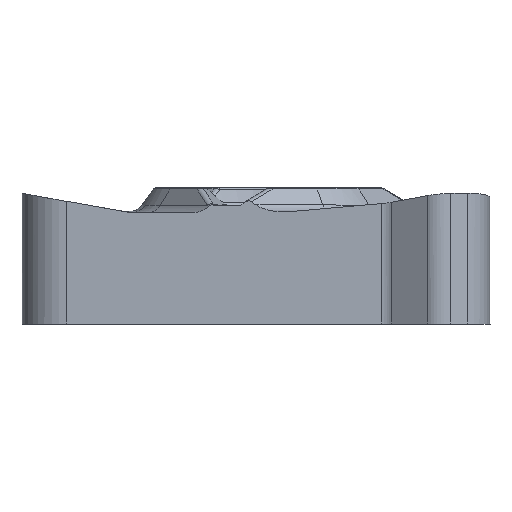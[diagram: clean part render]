
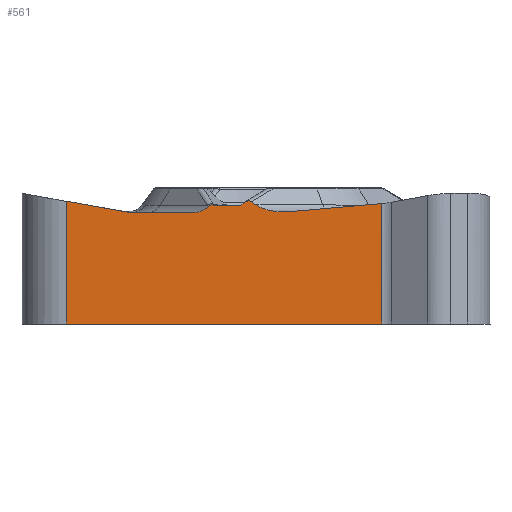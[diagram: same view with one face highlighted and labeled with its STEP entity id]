
A CAD part, left-side view. The second image highlights one B-rep face of the part: STEP entity #561.
In plain terms, the highlighted planar face has unit normal (-1, 0, 0).
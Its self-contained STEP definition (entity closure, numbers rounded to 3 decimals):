
#98=ELLIPSE('',#2276,1.5,0.75);
#99=ELLIPSE('',#2277,0.304,0.205);
#100=ELLIPSE('',#2278,0.309,0.3);
#101=ELLIPSE('',#2279,0.309,0.3);
#102=ELLIPSE('',#2280,0.884,0.75);
#149=PLANE('',#2282);
#182=FACE_OUTER_BOUND('',#752,.T.);
#316=LINE('',#3566,#439);
#317=LINE('',#3570,#440);
#318=LINE('',#3572,#441);
#319=LINE('',#3574,#442);
#320=LINE('',#3578,#443);
#321=LINE('',#3582,#444);
#322=LINE('',#3586,#445);
#323=LINE('',#3606,#446);
#324=LINE('',#3610,#447);
#439=VECTOR('',#2541,1.);
#440=VECTOR('',#2546,1.);
#441=VECTOR('',#2547,1.);
#442=VECTOR('',#2548,1.);
#443=VECTOR('',#2551,1.);
#444=VECTOR('',#2554,1.);
#445=VECTOR('',#2557,1.);
#446=VECTOR('',#2562,1.);
#447=VECTOR('',#2565,1.);
#561=ADVANCED_FACE('',(#182),#149,.F.);
#752=EDGE_LOOP('',(#900,#901,#902,#903,#904,#905,#906,#907,#908,#909,#910,
#911,#912,#913,#914,#915));
#900=ORIENTED_EDGE('',*,*,#1760,.F.);
#901=ORIENTED_EDGE('',*,*,#1761,.F.);
#902=ORIENTED_EDGE('',*,*,#1762,.T.);
#903=ORIENTED_EDGE('',*,*,#1763,.T.);
#904=ORIENTED_EDGE('',*,*,#1764,.F.);
#905=ORIENTED_EDGE('',*,*,#1765,.F.);
#906=ORIENTED_EDGE('',*,*,#1766,.T.);
#907=ORIENTED_EDGE('',*,*,#1767,.T.);
#908=ORIENTED_EDGE('',*,*,#1768,.T.);
#909=ORIENTED_EDGE('',*,*,#1769,.T.);
#910=ORIENTED_EDGE('',*,*,#1770,.F.);
#911=ORIENTED_EDGE('',*,*,#1771,.T.);
#912=ORIENTED_EDGE('',*,*,#1772,.T.);
#913=ORIENTED_EDGE('',*,*,#1773,.T.);
#914=ORIENTED_EDGE('',*,*,#1774,.T.);
#915=ORIENTED_EDGE('',*,*,#1758,.T.);
#1558=VERTEX_POINT('',#3565);
#1559=VERTEX_POINT('',#3567);
#1560=VERTEX_POINT('',#3571);
#1561=VERTEX_POINT('',#3573);
#1562=VERTEX_POINT('',#3575);
#1563=VERTEX_POINT('',#3577);
#1564=VERTEX_POINT('',#3579);
#1565=VERTEX_POINT('',#3581);
#1566=VERTEX_POINT('',#3583);
#1567=VERTEX_POINT('',#3585);
#1568=VERTEX_POINT('',#3587);
#1569=VERTEX_POINT('',#3589);
#1570=VERTEX_POINT('',#3603);
#1571=VERTEX_POINT('',#3605);
#1572=VERTEX_POINT('',#3607);
#1573=VERTEX_POINT('',#3609);
#1758=EDGE_CURVE('',#1559,#1558,#316,.T.);
#1760=EDGE_CURVE('',#1560,#1558,#317,.T.);
#1761=EDGE_CURVE('',#1561,#1560,#318,.T.);
#1762=EDGE_CURVE('',#1561,#1562,#319,.T.);
#1763=EDGE_CURVE('',#1562,#1563,#98,.T.);
#1764=EDGE_CURVE('',#1564,#1563,#320,.T.);
#1765=EDGE_CURVE('',#1565,#1564,#99,.T.);
#1766=EDGE_CURVE('',#1565,#1566,#321,.T.);
#1767=EDGE_CURVE('',#1566,#1567,#100,.T.);
#1768=EDGE_CURVE('',#1567,#1568,#322,.T.);
#1769=EDGE_CURVE('',#1568,#1569,#101,.T.);
#1770=EDGE_CURVE('',#1570,#1569,#2193,.T.);
#1771=EDGE_CURVE('',#1570,#1571,#102,.T.);
#1772=EDGE_CURVE('',#1571,#1572,#323,.T.);
#1773=EDGE_CURVE('',#1572,#1573,#2085,.T.);
#1774=EDGE_CURVE('',#1573,#1559,#324,.T.);
#2085=CIRCLE('',#2281,0.75);
#2193=B_SPLINE_CURVE_WITH_KNOTS('',3,(#3590,#3591,#3592,#3593,#3594,#3595,
#3596,#3597,#3598,#3599,#3600,#3601,#3602),.UNSPECIFIED.,.F.,.F.,(4,3,3,
3,4),(0.,0.251,0.501,0.761,1.),
 .UNSPECIFIED.);
#2276=AXIS2_PLACEMENT_3D('',#3576,#2549,#2550);
#2277=AXIS2_PLACEMENT_3D('',#3580,#2552,#2553);
#2278=AXIS2_PLACEMENT_3D('',#3584,#2555,#2556);
#2279=AXIS2_PLACEMENT_3D('',#3588,#2558,#2559);
#2280=AXIS2_PLACEMENT_3D('',#3604,#2560,#2561);
#2281=AXIS2_PLACEMENT_3D('',#3608,#2563,#2564);
#2282=AXIS2_PLACEMENT_3D('',#3611,#2566,#2567);
#2541=DIRECTION('',(0.,0.,-1.));
#2546=DIRECTION('',(0.,1.,0.));
#2547=DIRECTION('',(0.,0.,-1.));
#2548=DIRECTION('',(0.,0.996,-0.088));
#2549=DIRECTION('',(1.,0.,0.));
#2550=DIRECTION('',(0.,1.,0.));
#2551=DIRECTION('',(0.,-0.814,-0.581));
#2552=DIRECTION('',(1.,0.,0.));
#2553=DIRECTION('',(0.,-0.858,0.514));
#2554=DIRECTION('',(0.,0.775,-0.631));
#2555=DIRECTION('',(1.,0.,0.));
#2556=DIRECTION('',(0.,-1.,0.));
#2557=DIRECTION('',(0.,1.,0.));
#2558=DIRECTION('',(1.,0.,0.));
#2559=DIRECTION('',(0.,-1.,0.));
#2560=DIRECTION('',(1.,0.,0.));
#2561=DIRECTION('',(0.,-1.,0.));
#2562=DIRECTION('',(0.,1.,0.));
#2563=DIRECTION('',(1.,0.,0.));
#2564=DIRECTION('',(0.,1.,0.));
#2565=DIRECTION('',(0.,0.985,0.174));
#2566=DIRECTION('',(1.,0.,0.));
#2567=DIRECTION('',(0.,1.,0.));
#3565=CARTESIAN_POINT('',(-6.35,8.7,-5.56));
#3566=CARTESIAN_POINT('',(-6.35,8.7,25.));
#3567=CARTESIAN_POINT('',(-6.35,8.7,-0.106));
#3570=CARTESIAN_POINT('',(-6.35,8.7,-5.56));
#3571=CARTESIAN_POINT('',(-6.35,-5.307,-5.56));
#3572=CARTESIAN_POINT('',(-6.35,-5.307,25.));
#3573=CARTESIAN_POINT('',(-6.35,-5.307,-0.202));
#3574=CARTESIAN_POINT('',(-6.35,-2.246,-0.472));
#3575=CARTESIAN_POINT('',(-6.35,-1.196,-0.565));
#3576=CARTESIAN_POINT('',(-6.35,-0.935,0.174));
#3577=CARTESIAN_POINT('',(-6.35,0.293,-0.256));
#3578=CARTESIAN_POINT('',(-6.35,17.805,12.249));
#3579=CARTESIAN_POINT('',(-6.35,0.483,-0.121));
#3580=CARTESIAN_POINT('',(-6.35,0.704,-0.32));
#3581=CARTESIAN_POINT('',(-6.35,0.862,-0.181));
#3582=CARTESIAN_POINT('',(-6.35,-6.754,6.019));
#3583=CARTESIAN_POINT('',(-6.35,0.934,-0.24));
#3584=CARTESIAN_POINT('',(-6.35,1.132,-0.01));
#3585=CARTESIAN_POINT('',(-6.35,1.132,-0.31));
#3586=CARTESIAN_POINT('',(-6.35,8.7,-0.31));
#3587=CARTESIAN_POINT('',(-6.35,2.034,-0.31));
#3588=CARTESIAN_POINT('',(-6.35,2.034,-0.01));
#3589=CARTESIAN_POINT('',(-6.35,2.162,-0.283));
#3590=CARTESIAN_POINT('',(-6.35,2.401,-0.323));
#3591=CARTESIAN_POINT('',(-6.35,2.386,-0.307));
#3592=CARTESIAN_POINT('',(-6.35,2.369,-0.294));
#3593=CARTESIAN_POINT('',(-6.35,2.349,-0.285));
#3594=CARTESIAN_POINT('',(-6.35,2.33,-0.275));
#3595=CARTESIAN_POINT('',(-6.35,2.309,-0.268));
#3596=CARTESIAN_POINT('',(-6.35,2.288,-0.265));
#3597=CARTESIAN_POINT('',(-6.35,2.266,-0.262));
#3598=CARTESIAN_POINT('',(-6.35,2.243,-0.262));
#3599=CARTESIAN_POINT('',(-6.35,2.221,-0.266));
#3600=CARTESIAN_POINT('',(-6.35,2.2,-0.269));
#3601=CARTESIAN_POINT('',(-6.35,2.18,-0.275));
#3602=CARTESIAN_POINT('',(-6.35,2.162,-0.283));
#3603=CARTESIAN_POINT('',(-6.35,2.401,-0.323));
#3604=CARTESIAN_POINT('',(-6.35,3.09,0.147));
#3605=CARTESIAN_POINT('',(-6.35,3.09,-0.603));
#3606=CARTESIAN_POINT('',(-6.35,8.7,-0.603));
#3607=CARTESIAN_POINT('',(-6.35,5.814,-0.603));
#3608=CARTESIAN_POINT('',(-6.35,5.814,0.147));
#3609=CARTESIAN_POINT('',(-6.35,5.944,-0.592));
#3610=CARTESIAN_POINT('',(-6.35,12.993,0.651));
#3611=CARTESIAN_POINT('',(-6.35,8.7,25.));
